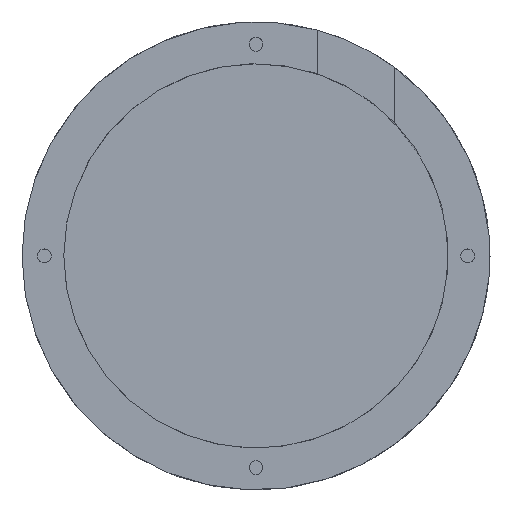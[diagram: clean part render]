
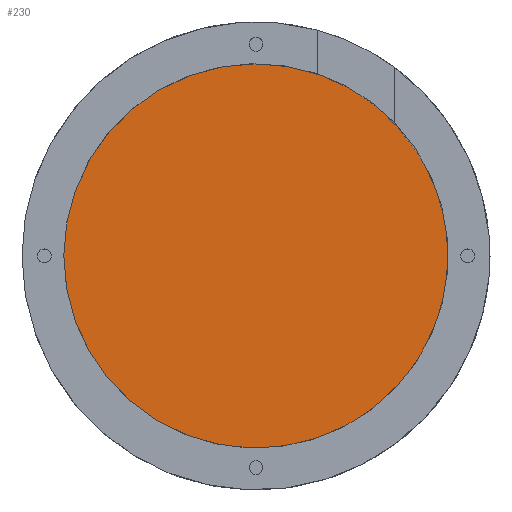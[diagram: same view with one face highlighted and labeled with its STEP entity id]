
A CAD part, top view. The second image highlights one B-rep face of the part: STEP entity #230.
In plain terms, the highlighted planar face has unit normal (0, 0, 1).
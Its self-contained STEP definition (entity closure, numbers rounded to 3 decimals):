
#35=CIRCLE('',#270,47.225);
#46=FACE_OUTER_BOUND('',#66,.T.);
#66=EDGE_LOOP('',(#185));
#119=VERTEX_POINT('',#405);
#144=EDGE_CURVE('',#119,#119,#35,.T.);
#185=ORIENTED_EDGE('',*,*,#144,.F.);
#219=PLANE('',#271);
#230=ADVANCED_FACE('',(#46),#219,.T.);
#270=AXIS2_PLACEMENT_3D('',#407,#328,#329);
#271=AXIS2_PLACEMENT_3D('',#408,#330,#331);
#328=DIRECTION('center_axis',(0.,0.,-1.));
#329=DIRECTION('ref_axis',(1.,0.,0.));
#330=DIRECTION('center_axis',(0.,0.,1.));
#331=DIRECTION('ref_axis',(1.,0.,0.));
#405=CARTESIAN_POINT('',(-47.225,0.,3.));
#407=CARTESIAN_POINT('Origin',(0.,0.,3.));
#408=CARTESIAN_POINT('Origin',(0.,0.,3.));
